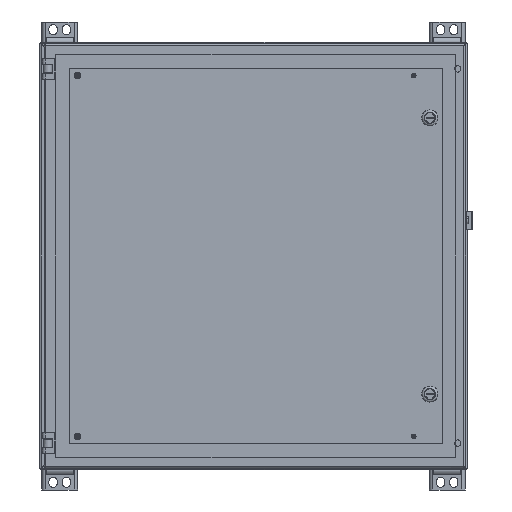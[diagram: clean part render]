
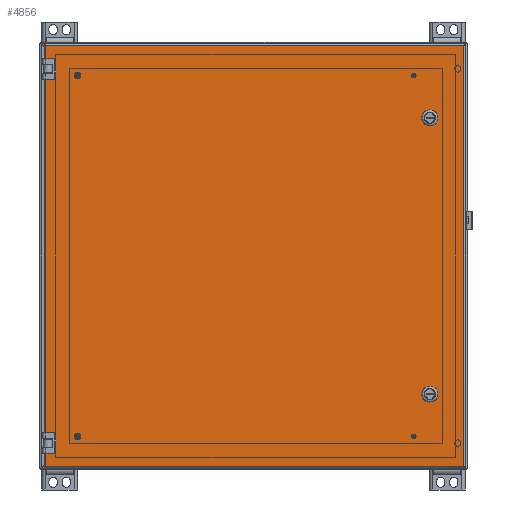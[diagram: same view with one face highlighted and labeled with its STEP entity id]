
A CAD part, front view. The second image highlights one B-rep face of the part: STEP entity #4856.
In plain terms, the highlighted planar face has unit normal (0, -1, 0).
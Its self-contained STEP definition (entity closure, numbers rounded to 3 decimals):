
#4856 = ADVANCED_FACE( '', ( #11089, #11090, #11091 ), #11092, .T. );
#11089 = FACE_BOUND( '', #28939, .T. );
#11090 = FACE_BOUND( '', #28940, .T. );
#11091 = FACE_OUTER_BOUND( '', #28941, .T. );
#11092 = PLANE( '', #28942 );
#28939 = EDGE_LOOP( '', ( #63279, #63280, #63281, #63282 ) );
#28940 = EDGE_LOOP( '', ( #63283, #63284, #63285, #63286 ) );
#28941 = EDGE_LOOP( '', ( #63287, #63288, #63289, #63290, #63291, #63292, #63293, #63294, #63295, #63296, #63297, #63298 ) );
#28942 = AXIS2_PLACEMENT_3D( '', #63299, #63300, #63301 );
#63279 = ORIENTED_EDGE( '', *, *, #86039, .F. );
#63280 = ORIENTED_EDGE( '', *, *, #86040, .F. );
#63281 = ORIENTED_EDGE( '', *, *, #86041, .F. );
#63282 = ORIENTED_EDGE( '', *, *, #86042, .F. );
#63283 = ORIENTED_EDGE( '', *, *, #85668, .F. );
#63284 = ORIENTED_EDGE( '', *, *, #86043, .F. );
#63285 = ORIENTED_EDGE( '', *, *, #86044, .F. );
#63286 = ORIENTED_EDGE( '', *, *, #86045, .F. );
#63287 = ORIENTED_EDGE( '', *, *, #86046, .F. );
#63288 = ORIENTED_EDGE( '', *, *, #86047, .F. );
#63289 = ORIENTED_EDGE( '', *, *, #86048, .F. );
#63290 = ORIENTED_EDGE( '', *, *, #86049, .F. );
#63291 = ORIENTED_EDGE( '', *, *, #86050, .F. );
#63292 = ORIENTED_EDGE( '', *, *, #86051, .F. );
#63293 = ORIENTED_EDGE( '', *, *, #86052, .F. );
#63294 = ORIENTED_EDGE( '', *, *, #85930, .T. );
#63295 = ORIENTED_EDGE( '', *, *, #86053, .F. );
#63296 = ORIENTED_EDGE( '', *, *, #86054, .F. );
#63297 = ORIENTED_EDGE( '', *, *, #86055, .F. );
#63298 = ORIENTED_EDGE( '', *, *, #86056, .F. );
#63299 = CARTESIAN_POINT( '', ( 0., 0., 0. ) );
#63300 = DIRECTION( '', ( 0., -1., 0. ) );
#63301 = DIRECTION( '', ( 0., 0., -1. ) );
#85668 = EDGE_CURVE( '', #95959, #95961, #95962, .T. );
#85930 = EDGE_CURVE( '', #96382, #95765, #96383, .T. );
#86039 = EDGE_CURVE( '', #96554, #96555, #96556, .T. );
#86040 = EDGE_CURVE( '', #96557, #96554, #96558, .T. );
#86041 = EDGE_CURVE( '', #96559, #96557, #96560, .T. );
#86042 = EDGE_CURVE( '', #96555, #96559, #96561, .T. );
#86043 = EDGE_CURVE( '', #96562, #95959, #96563, .T. );
#86044 = EDGE_CURVE( '', #96564, #96562, #96565, .T. );
#86045 = EDGE_CURVE( '', #95961, #96564, #96566, .T. );
#86046 = EDGE_CURVE( '', #96567, #96568, #96569, .T. );
#86047 = EDGE_CURVE( '', #96570, #96567, #96571, .T. );
#86048 = EDGE_CURVE( '', #96572, #96570, #96573, .T. );
#86049 = EDGE_CURVE( '', #96574, #96572, #96575, .T. );
#86050 = EDGE_CURVE( '', #91446, #96574, #96576, .T. );
#86051 = EDGE_CURVE( '', #93932, #91446, #96577, .T. );
#86052 = EDGE_CURVE( '', #96382, #93932, #96578, .T. );
#86053 = EDGE_CURVE( '', #96579, #95765, #96580, .T. );
#86054 = EDGE_CURVE( '', #96581, #96579, #96582, .T. );
#86055 = EDGE_CURVE( '', #96583, #96581, #96584, .T. );
#86056 = EDGE_CURVE( '', #96568, #96583, #96585, .T. );
#91446 = VERTEX_POINT( '', #103740 );
#93932 = VERTEX_POINT( '', #110636 );
#95765 = VERTEX_POINT( '', #115183 );
#95959 = VERTEX_POINT( '', #115875 );
#95961 = VERTEX_POINT( '', #115878 );
#95962 = CIRCLE( '', #115879, 9.716 );
#96382 = VERTEX_POINT( '', #117001 );
#96383 = LINE( '', #117002, #117003 );
#96554 = VERTEX_POINT( '', #117390 );
#96555 = VERTEX_POINT( '', #117391 );
#96556 = CIRCLE( '', #117392, 9.716 );
#96557 = VERTEX_POINT( '', #117393 );
#96558 = LINE( '', #117394, #117395 );
#96559 = VERTEX_POINT( '', #117396 );
#96560 = CIRCLE( '', #117397, 9.716 );
#96561 = LINE( '', #117398, #117399 );
#96562 = VERTEX_POINT( '', #117400 );
#96563 = LINE( '', #117401, #117402 );
#96564 = VERTEX_POINT( '', #117403 );
#96565 = CIRCLE( '', #117404, 9.716 );
#96566 = LINE( '', #117405, #117406 );
#96567 = VERTEX_POINT( '', #117407 );
#96568 = VERTEX_POINT( '', #117408 );
#96569 = LINE( '', #117409, #117410 );
#96570 = VERTEX_POINT( '', #117411 );
#96571 = LINE( '', #117412, #117413 );
#96572 = VERTEX_POINT( '', #117414 );
#96573 = LINE( '', #117415, #117416 );
#96574 = VERTEX_POINT( '', #117417 );
#96575 = LINE( '', #117418, #117419 );
#96576 = LINE( '', #117420, #117421 );
#96577 = LINE( '', #117422, #117423 );
#96578 = LINE( '', #117424, #117425 );
#96579 = VERTEX_POINT( '', #117426 );
#96580 = LINE( '', #117427, #117428 );
#96581 = VERTEX_POINT( '', #117429 );
#96582 = LINE( '', #117430, #117431 );
#96583 = VERTEX_POINT( '', #117432 );
#96584 = LINE( '', #117433, #117434 );
#96585 = LINE( '', #117435, #117436 );
#103740 = CARTESIAN_POINT( '', ( -298.098, 0., -300.082 ) );
#110636 = CARTESIAN_POINT( '', ( 298.098, 0., -300.082 ) );
#115183 = CARTESIAN_POINT( '', ( -298.098, 0., 300.082 ) );
#115875 = CARTESIAN_POINT( '', ( 257.762, 0., -191.534 ) );
#115878 = CARTESIAN_POINT( '', ( 241.506, 0., -191.534 ) );
#115879 = AXIS2_PLACEMENT_3D( '', #136397, #136398, #136399 );
#117001 = CARTESIAN_POINT( '', ( 298.098, 0., 300.082 ) );
#117002 = CARTESIAN_POINT( '', ( -298.098, 0., 300.082 ) );
#117003 = VECTOR( '', #136585, 1000. );
#117390 = CARTESIAN_POINT( '', ( 257.762, 0., 202.179 ) );
#117391 = CARTESIAN_POINT( '', ( 241.506, 0., 202.179 ) );
#117392 = AXIS2_PLACEMENT_3D( '', #136650, #136651, #136652 );
#117393 = CARTESIAN_POINT( '', ( 257.762, 0., 191.534 ) );
#117394 = CARTESIAN_POINT( '', ( 257.762, 0., 202.179 ) );
#117395 = VECTOR( '', #136653, 1000. );
#117396 = CARTESIAN_POINT( '', ( 241.506, 0., 191.534 ) );
#117397 = AXIS2_PLACEMENT_3D( '', #136654, #136655, #136656 );
#117398 = CARTESIAN_POINT( '', ( 241.506, 0., 202.179 ) );
#117399 = VECTOR( '', #136657, 1000. );
#117400 = CARTESIAN_POINT( '', ( 257.762, 0., -202.179 ) );
#117401 = CARTESIAN_POINT( '', ( 257.762, 0., -191.534 ) );
#117402 = VECTOR( '', #136658, 1000. );
#117403 = CARTESIAN_POINT( '', ( 241.506, 0., -202.179 ) );
#117404 = AXIS2_PLACEMENT_3D( '', #136659, #136660, #136661 );
#117405 = CARTESIAN_POINT( '', ( 241.506, 0., -191.534 ) );
#117406 = VECTOR( '', #136662, 1000. );
#117407 = CARTESIAN_POINT( '', ( -298.098, 0., -256.388 ) );
#117408 = CARTESIAN_POINT( '', ( -298.098, 0., 256.388 ) );
#117409 = CARTESIAN_POINT( '', ( -298.098, 0., -300.082 ) );
#117410 = VECTOR( '', #136663, 1000. );
#117411 = CARTESIAN_POINT( '', ( -285.931, 0., -256.388 ) );
#117412 = CARTESIAN_POINT( '', ( 0., 0., -256.388 ) );
#117413 = VECTOR( '', #136664, 1000. );
#117414 = CARTESIAN_POINT( '', ( -285.931, 0., -277.012 ) );
#117415 = CARTESIAN_POINT( '', ( -285.931, 0., 0. ) );
#117416 = VECTOR( '', #136665, 1000. );
#117417 = CARTESIAN_POINT( '', ( -298.098, 0., -277.012 ) );
#117418 = CARTESIAN_POINT( '', ( 0., 0., -277.012 ) );
#117419 = VECTOR( '', #136666, 1000. );
#117420 = CARTESIAN_POINT( '', ( -298.098, 0., -300.082 ) );
#117421 = VECTOR( '', #136667, 1000. );
#117422 = CARTESIAN_POINT( '', ( 298.098, 0., -300.082 ) );
#117423 = VECTOR( '', #136668, 1000. );
#117424 = CARTESIAN_POINT( '', ( 298.098, 0., 300.082 ) );
#117425 = VECTOR( '', #136669, 1000. );
#117426 = CARTESIAN_POINT( '', ( -298.098, 0., 277.012 ) );
#117427 = CARTESIAN_POINT( '', ( -298.098, 0., -300.082 ) );
#117428 = VECTOR( '', #136670, 1000. );
#117429 = CARTESIAN_POINT( '', ( -285.931, 0., 277.012 ) );
#117430 = CARTESIAN_POINT( '', ( 0., 0., 277.012 ) );
#117431 = VECTOR( '', #136671, 1000. );
#117432 = CARTESIAN_POINT( '', ( -285.931, 0., 256.388 ) );
#117433 = CARTESIAN_POINT( '', ( -285.931, 0., 533.4 ) );
#117434 = VECTOR( '', #136672, 1000. );
#117435 = CARTESIAN_POINT( '', ( 0., 0., 256.388 ) );
#117436 = VECTOR( '', #136673, 1000. );
#136397 = CARTESIAN_POINT( '', ( 249.634, 0., -196.856 ) );
#136398 = DIRECTION( '', ( 0., -1., 0. ) );
#136399 = DIRECTION( '', ( 1., 0., 0. ) );
#136585 = DIRECTION( '', ( -1., 0., 0. ) );
#136650 = CARTESIAN_POINT( '', ( 249.634, 0., 196.856 ) );
#136651 = DIRECTION( '', ( 0., -1., 0. ) );
#136652 = DIRECTION( '', ( 1., 0., 0. ) );
#136653 = DIRECTION( '', ( 0., 0., 1. ) );
#136654 = CARTESIAN_POINT( '', ( 249.634, 0., 196.856 ) );
#136655 = DIRECTION( '', ( 0., -1., 0. ) );
#136656 = DIRECTION( '', ( 1., 0., 0. ) );
#136657 = DIRECTION( '', ( 0., 0., -1. ) );
#136658 = DIRECTION( '', ( 0., 0., 1. ) );
#136659 = CARTESIAN_POINT( '', ( 249.634, 0., -196.856 ) );
#136660 = DIRECTION( '', ( 0., -1., 0. ) );
#136661 = DIRECTION( '', ( 1., 0., 0. ) );
#136662 = DIRECTION( '', ( 0., 0., -1. ) );
#136663 = DIRECTION( '', ( 0., 0., 1. ) );
#136664 = DIRECTION( '', ( -1., 0., 0. ) );
#136665 = DIRECTION( '', ( 0., 0., 1. ) );
#136666 = DIRECTION( '', ( 1., 0., 0. ) );
#136667 = DIRECTION( '', ( 0., 0., 1. ) );
#136668 = DIRECTION( '', ( -1., 0., 0. ) );
#136669 = DIRECTION( '', ( 0., 0., -1. ) );
#136670 = DIRECTION( '', ( 0., 0., 1. ) );
#136671 = DIRECTION( '', ( -1., 0., 0. ) );
#136672 = DIRECTION( '', ( 0., 0., 1. ) );
#136673 = DIRECTION( '', ( 1., 0., 0. ) );
